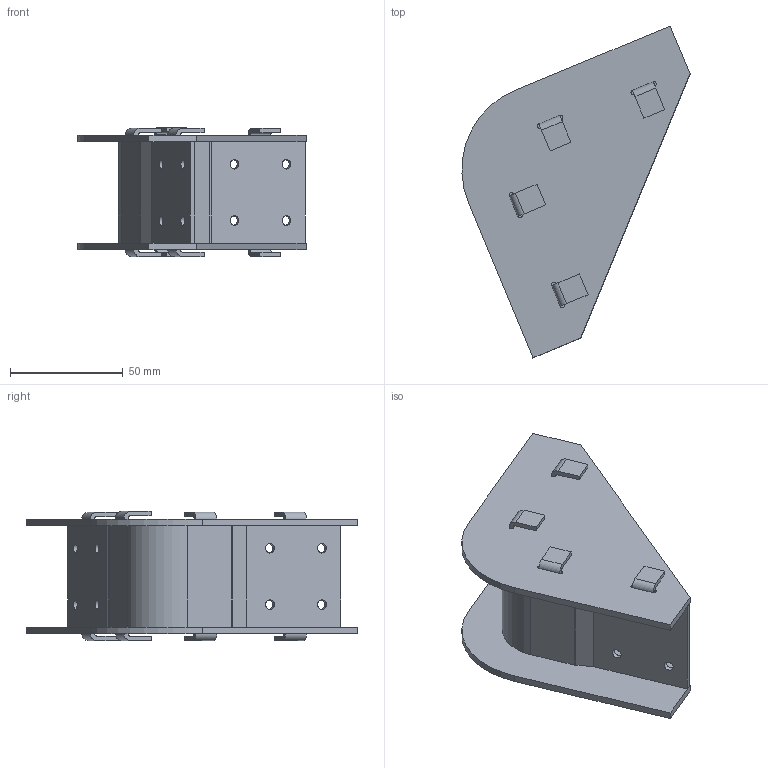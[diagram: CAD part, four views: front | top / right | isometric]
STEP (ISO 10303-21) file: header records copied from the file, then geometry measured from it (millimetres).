
FILE_DESCRIPTION(/* description */ ('Alibre Inc.'),/* implementation_level */ '2;1');
FILE_NAME(/* name */ 'export-0C99EC81-2508-41CD-9087-2BED9D2F06FF',/* time_stamp */ '2022-03-28T22:23:29+03:00',/* author */ (''),/* organization */ (''),/* preprocessor_version */ 'ST-DEVELOPER v17',/* originating_system */ 'Alibre',/* authorisation */ '');
FILE_SCHEMA (('CONFIG_CONTROL_DESIGN'));
Length unit declared in the file: millimetre
Bounding box: 101.35 x 147.46 x 57.39 mm (x, y, z)
Volume: 68403.8 mm3; surface area: 56380.3 mm2
Topology: 3 solids, 3 shells, 146 faces, 420 edges, 280 vertices
Faces by surface type: plane 94, cylinder 52
Full cylindrical faces by diameter (mm): 4.2 x8
Entity records: 4287 total; most frequent: CARTESIAN_POINT 710, ORIENTED_EDGE 692, DIRECTION 609, EDGE_CURVE 346, VECTOR 260, LINE 260, VERTEX_POINT 236, AXIS2_PLACEMENT_3D 214
